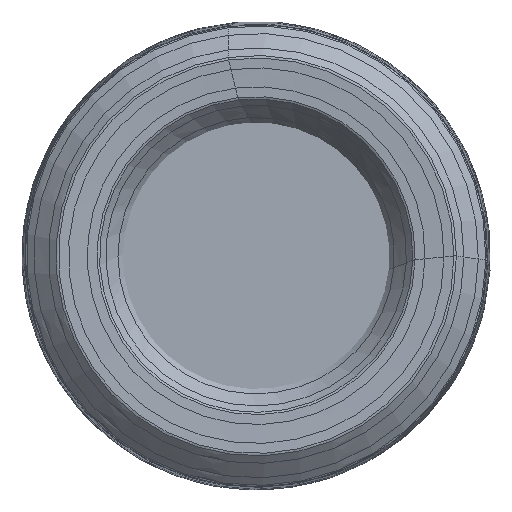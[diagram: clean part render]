
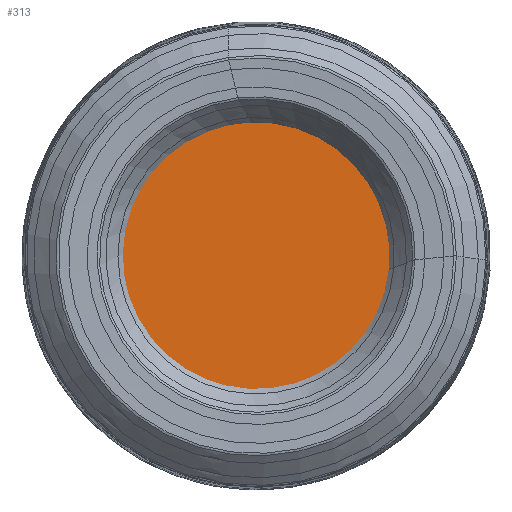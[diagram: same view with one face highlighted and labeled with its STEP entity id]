
A CAD part, left-side view. The second image highlights one B-rep face of the part: STEP entity #313.
In plain terms, the highlighted planar face has unit normal (-1, 0, 0).
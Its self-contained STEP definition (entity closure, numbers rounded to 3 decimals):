
#116=PLANE('',#1353);
#313=ADVANCED_FACE('',(#456),#116,.F.);
#456=FACE_OUTER_BOUND('',#528,.T.);
#528=EDGE_LOOP('',(#899));
#622=CIRCLE('',#1351,19.461);
#899=ORIENTED_EDGE('',*,*,#1138,.T.);
#993=VERTEX_POINT('',#3303);
#1138=EDGE_CURVE('',#993,#993,#622,.T.);
#1351=AXIS2_PLACEMENT_3D('',#3302,#1642,#1643);
#1353=AXIS2_PLACEMENT_3D('',#3323,#1647,#1648);
#1642=DIRECTION('',(-1.,0.,0.));
#1643=DIRECTION('',(0.,0.,1.));
#1647=DIRECTION('',(1.,0.,0.));
#1648=DIRECTION('',(0.,0.,-1.));
#3302=CARTESIAN_POINT('',(3.7,0.,0.));
#3303=CARTESIAN_POINT('',(3.7,0.,19.461));
#3323=CARTESIAN_POINT('',(3.7,10.,0.));
